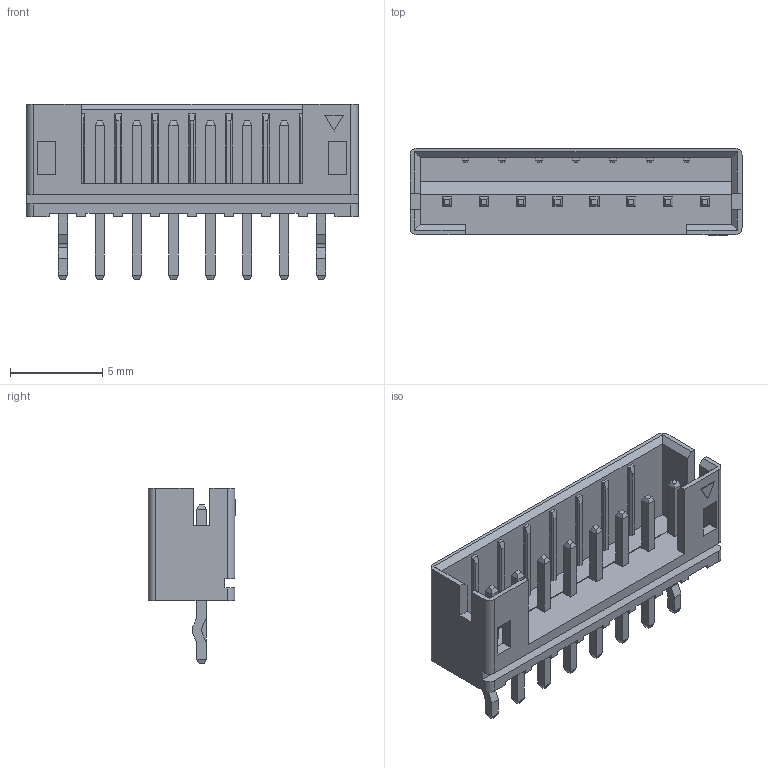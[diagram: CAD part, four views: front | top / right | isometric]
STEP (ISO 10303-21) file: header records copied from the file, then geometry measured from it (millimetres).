
FILE_DESCRIPTION( ('This file contains a STEP AP42 implementation' ,'as created by ZW3D STEP Interface translator.') ,'2;1' );
FILE_NAME( 'WF2001-WSXXXXX01.stp' ,'23 418.15 8 2', (''), ('ZWCAD Software Co.'), 'Version 1.0', 'ZW3D to STEP translator', '' );
FILE_SCHEMA(('AUTOMOTIVE_DESIGN { 1 0 10303 214 1 1 1 1 }'));
Length unit declared in the file: millimetre
Products named in the file (2): 0; WF2001-WSXXXXX01
Bounding box: 18 x 4.76 x 9.5 mm (x, y, z)
Volume: 196.1 mm3; surface area: 687.2 mm2
Topology: 1 solids, 1 shells, 326 faces, 807 edges, 500 vertices
Faces by surface type: plane 316, cylinder 10
Entity records: 9690 total; most frequent: CARTESIAN_POINT 1634, ORIENTED_EDGE 1614, DIRECTION 1481, EDGE_CURVE 807, VECTOR 787, LINE 787, VERTEX_POINT 500, AXIS2_PLACEMENT_3D 347
